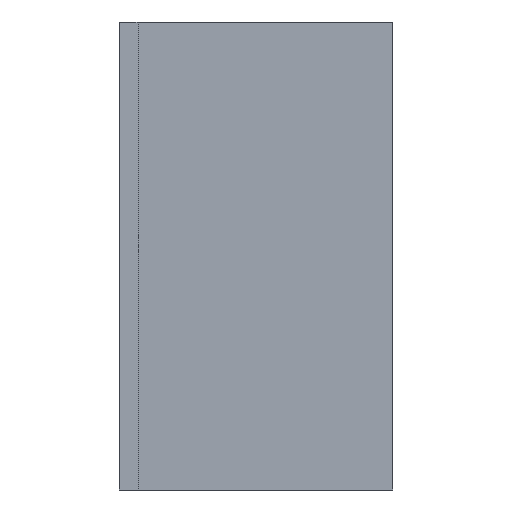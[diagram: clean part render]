
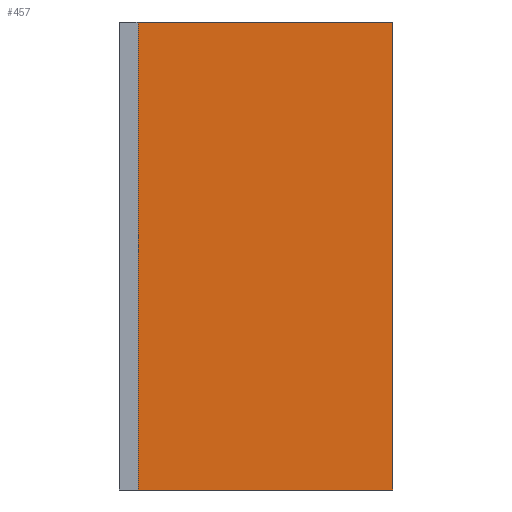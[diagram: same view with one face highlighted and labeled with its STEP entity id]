
A CAD part, front view. The second image highlights one B-rep face of the part: STEP entity #457.
In plain terms, the highlighted planar face has unit normal (0, -1, 0).
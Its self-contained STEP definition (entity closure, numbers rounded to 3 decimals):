
#12 = AXIS2_PLACEMENT_3D ( 'NONE', #83, #124, #222 ) ;
#29 = DIRECTION ( 'NONE',  ( -1., 0., 0. ) ) ;
#30 = EDGE_CURVE ( 'NONE', #110, #318, #327, .T. ) ;
#37 = VECTOR ( 'NONE', #88, 1000. ) ;
#40 = EDGE_LOOP ( 'NONE', ( #63, #325, #240, #377 ) ) ;
#42 = VECTOR ( 'NONE', #29, 1000. ) ;
#63 = ORIENTED_EDGE ( 'NONE', *, *, #150, .F. ) ;
#83 = CARTESIAN_POINT ( 'NONE',  ( 70.292, 21.881, 113.359 ) ) ;
#88 = DIRECTION ( 'NONE',  ( 0., 0., -1. ) ) ;
#100 = LINE ( 'NONE', #105, #42 ) ;
#102 = CARTESIAN_POINT ( 'NONE',  ( 20.092, 21.881, 62.759 ) ) ;
#105 = CARTESIAN_POINT ( 'NONE',  ( 7.092, 21.881, 87.759 ) ) ;
#110 = VERTEX_POINT ( 'NONE', #370 ) ;
#124 = DIRECTION ( 'NONE',  ( 0., 1., 0. ) ) ;
#147 = PLANE ( 'NONE',  #12 ) ;
#150 = EDGE_CURVE ( 'NONE', #110, #173, #195, .T. ) ;
#166 = CARTESIAN_POINT ( 'NONE',  ( 6.492, 21.881, 87.609 ) ) ;
#172 = LINE ( 'NONE', #396, #37 ) ;
#173 = VERTEX_POINT ( 'NONE', #300 ) ;
#195 = LINE ( 'NONE', #166, #310 ) ;
#222 = DIRECTION ( 'NONE',  ( 0., 0., -1. ) ) ;
#228 = EDGE_CURVE ( 'NONE', #248, #173, #100, .T. ) ;
#240 = ORIENTED_EDGE ( 'NONE', *, *, #401, .F. ) ;
#248 = VERTEX_POINT ( 'NONE', #315 ) ;
#254 = DIRECTION ( 'NONE',  ( 1., 0., 0. ) ) ;
#285 = FACE_OUTER_BOUND ( 'NONE', #40, .T. ) ;
#300 = CARTESIAN_POINT ( 'NONE',  ( 6.492, 21.881, 87.759 ) ) ;
#310 = VECTOR ( 'NONE', #368, 1000. ) ;
#315 = CARTESIAN_POINT ( 'NONE',  ( 20.092, 21.881, 87.759 ) ) ;
#318 = VERTEX_POINT ( 'NONE', #102 ) ;
#325 = ORIENTED_EDGE ( 'NONE', *, *, #30, .T. ) ;
#327 = LINE ( 'NONE', #356, #397 ) ;
#356 = CARTESIAN_POINT ( 'NONE',  ( 70.292, 21.881, 62.759 ) ) ;
#368 = DIRECTION ( 'NONE',  ( 0., 0., 1. ) ) ;
#370 = CARTESIAN_POINT ( 'NONE',  ( 6.492, 21.881, 62.759 ) ) ;
#377 = ORIENTED_EDGE ( 'NONE', *, *, #228, .T. ) ;
#396 = CARTESIAN_POINT ( 'NONE',  ( 20.092, 21.881, 113.359 ) ) ;
#397 = VECTOR ( 'NONE', #254, 1000. ) ;
#401 = EDGE_CURVE ( 'NONE', #248, #318, #172, .T. ) ;
#457 = ADVANCED_FACE ( 'NONE', ( #285 ), #147, .F. ) ;
